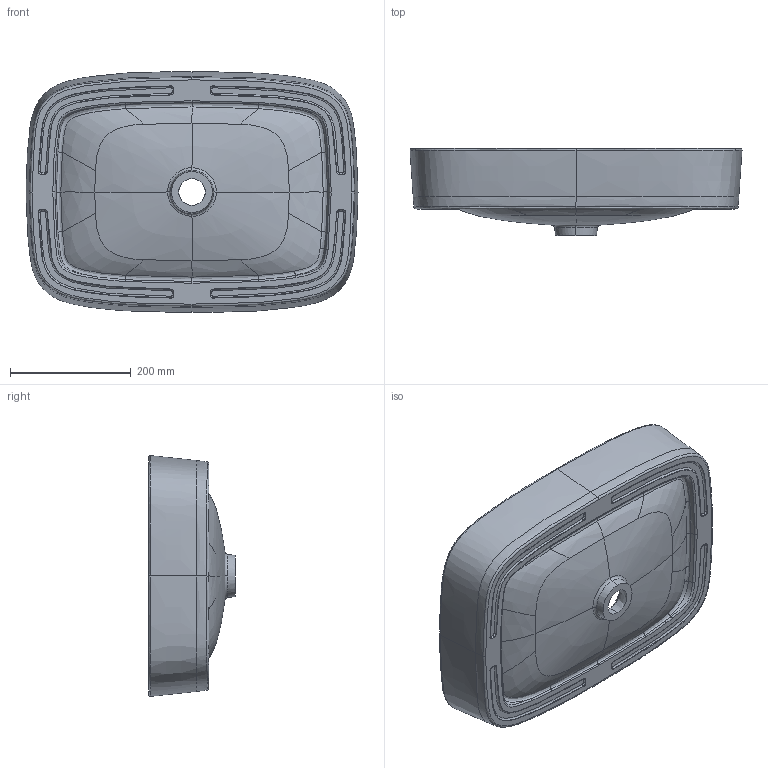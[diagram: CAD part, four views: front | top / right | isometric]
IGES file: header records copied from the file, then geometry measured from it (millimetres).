
Start section: JAMA-IS VERSION  1.0  PTC IGES file: 0628.igs
Global section: file name: 0628.igs; native system: Creo Parametric by PTC Inc.; preprocessor: 2014440; author: 10113220; organization: Unknown; date: 20190513.085259; units: millimetre
Bounding box: 550.61 x 144 x 399.38 mm (x, y, z)
Volume: 4890947.9 mm3; surface area: 864739.1 mm2
Topology: 1 solids, 2 shells, 248 faces, 590 edges, 348 vertices
Faces by surface type: bspline 248
